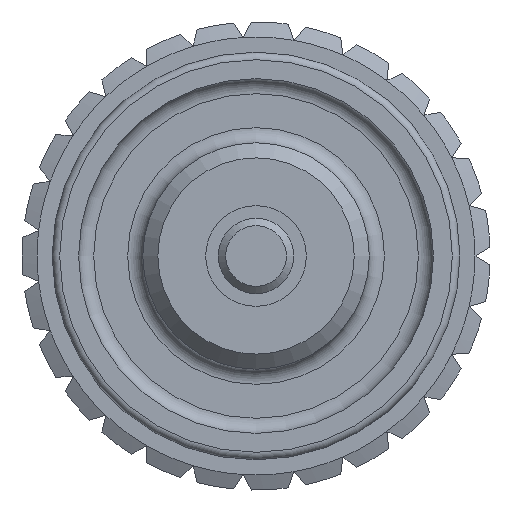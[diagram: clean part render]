
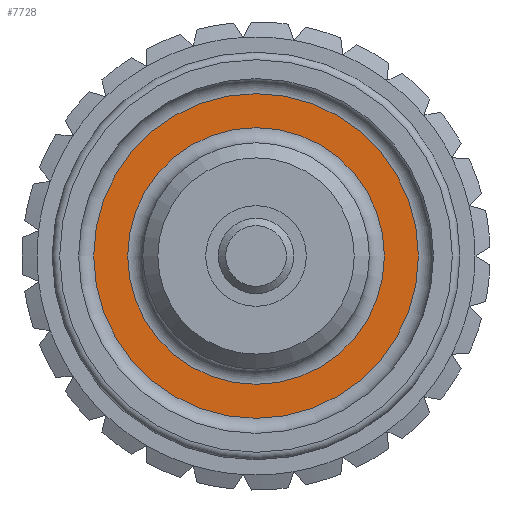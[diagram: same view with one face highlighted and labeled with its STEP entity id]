
A CAD part, left-side view. The second image highlights one B-rep face of the part: STEP entity #7728.
In plain terms, the highlighted planar face has unit normal (-1, 0, 0).
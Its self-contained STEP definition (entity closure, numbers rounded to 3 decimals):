
#1458=FACE_BOUND('',#2597,.T.);
#2020=FACE_OUTER_BOUND('',#2596,.T.);
#2596=EDGE_LOOP('',(#6935));
#2597=EDGE_LOOP('',(#6936));
#2974=CIRCLE('',#8658,10.75);
#2975=CIRCLE('',#8660,8.5);
#3561=VERTEX_POINT('',#14418);
#3562=VERTEX_POINT('',#14421);
#4688=EDGE_CURVE('',#3561,#3561,#2974,.T.);
#4689=EDGE_CURVE('',#3562,#3562,#2975,.T.);
#6935=ORIENTED_EDGE('',*,*,#4688,.F.);
#6936=ORIENTED_EDGE('',*,*,#4689,.T.);
#7170=PLANE('',#8659);
#7728=ADVANCED_FACE('',(#2020,#1458),#7170,.F.);
#8658=AXIS2_PLACEMENT_3D('',#14419,#10839,#10840);
#8659=AXIS2_PLACEMENT_3D('',#14420,#10841,#10842);
#8660=AXIS2_PLACEMENT_3D('',#14422,#10843,#10844);
#10839=DIRECTION('center_axis',(1.,0.,0.));
#10840=DIRECTION('ref_axis',(0.,0.,-1.));
#10841=DIRECTION('center_axis',(1.,0.,0.));
#10842=DIRECTION('ref_axis',(0.,0.,-1.));
#10843=DIRECTION('center_axis',(1.,0.,0.));
#10844=DIRECTION('ref_axis',(0.,0.,-1.));
#14418=CARTESIAN_POINT('',(18.333,0.,-10.75));
#14419=CARTESIAN_POINT('Origin',(18.333,0.,0.));
#14420=CARTESIAN_POINT('Origin',(18.333,8.5,0.));
#14421=CARTESIAN_POINT('',(18.333,0.,-8.5));
#14422=CARTESIAN_POINT('Origin',(18.333,0.,0.));
